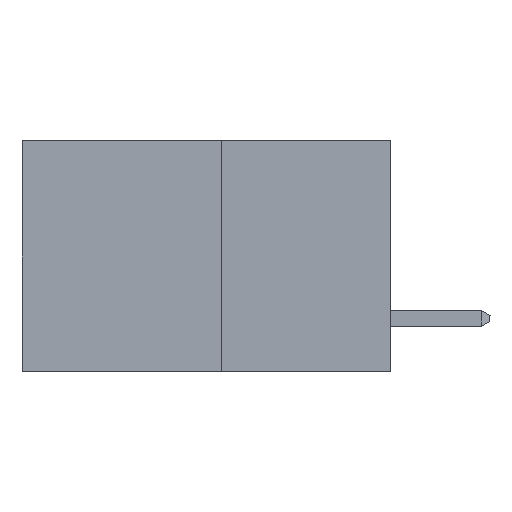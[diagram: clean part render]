
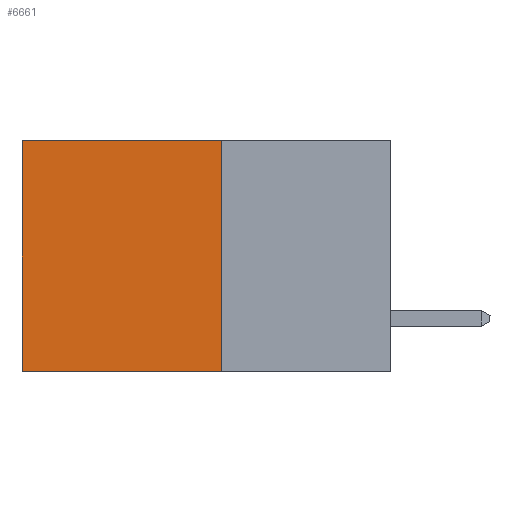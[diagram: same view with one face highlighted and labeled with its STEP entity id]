
A CAD part, left-side view. The second image highlights one B-rep face of the part: STEP entity #6661.
In plain terms, the highlighted planar face has unit normal (-1, 0, 0).
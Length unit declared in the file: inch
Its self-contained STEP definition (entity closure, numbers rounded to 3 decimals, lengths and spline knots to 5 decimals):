
#825 = DIRECTION ( 'NONE',  ( 0., 0., -1. ) ) ;
#850 = VERTEX_POINT ( 'NONE', #4909 ) ;
#1261 = DIRECTION ( 'NONE',  ( 0., 1., 0. ) ) ;
#1948 = PLANE ( 'NONE',  #28818 ) ;
#2219 = CARTESIAN_POINT ( 'NONE',  ( 0.277, 0.59, -0.37 ) ) ;
#3422 = VERTEX_POINT ( 'NONE', #5197 ) ;
#3445 = ORIENTED_EDGE ( 'NONE', *, *, #13289, .T. ) ;
#4674 = CARTESIAN_POINT ( 'NONE',  ( 0.277, 0.59, -0.37 ) ) ;
#4909 = CARTESIAN_POINT ( 'NONE',  ( 0.277, 0.27, -0.37 ) ) ;
#5197 = CARTESIAN_POINT ( 'NONE',  ( 0.277, 0.59, 0. ) ) ;
#6661 = ADVANCED_FACE ( 'NONE', ( #6975 ), #1948, .F. ) ;
#6975 = FACE_OUTER_BOUND ( 'NONE', #11240, .T. ) ;
#7390 = CARTESIAN_POINT ( 'NONE',  ( 0.277, 0.27, 0. ) ) ;
#8888 = DIRECTION ( 'NONE',  ( 0., 0., -1. ) ) ;
#9680 = DIRECTION ( 'NONE',  ( 0., 1., 0. ) ) ;
#9872 = VECTOR ( 'NONE', #825, 39.37008 ) ;
#11039 = VECTOR ( 'NONE', #1261, 39.37008 ) ;
#11240 = EDGE_LOOP ( 'NONE', ( #22056, #28661, #16201, #3445 ) ) ;
#11727 = LINE ( 'NONE', #28685, #11039 ) ;
#12187 = CARTESIAN_POINT ( 'NONE',  ( 0.277, 0.27, -0.37 ) ) ;
#13289 = EDGE_CURVE ( 'NONE', #21094, #3422, #28533, .T. ) ;
#13382 = CARTESIAN_POINT ( 'NONE',  ( 0.277, 0.27, 0. ) ) ;
#13694 = VERTEX_POINT ( 'NONE', #4674 ) ;
#14994 = EDGE_CURVE ( 'NONE', #3422, #13694, #17608, .T. ) ;
#16201 = ORIENTED_EDGE ( 'NONE', *, *, #18702, .F. ) ;
#17608 = LINE ( 'NONE', #2219, #22265 ) ;
#18702 = EDGE_CURVE ( 'NONE', #21094, #850, #21287, .T. ) ;
#19460 = DIRECTION ( 'NONE',  ( 1., 0., 0. ) ) ;
#19558 = CARTESIAN_POINT ( 'NONE',  ( 0.277, 0.27, -0.37 ) ) ;
#20442 = DIRECTION ( 'NONE',  ( 0., 0., -1. ) ) ;
#21094 = VERTEX_POINT ( 'NONE', #13382 ) ;
#21287 = LINE ( 'NONE', #12187, #9872 ) ;
#22056 = ORIENTED_EDGE ( 'NONE', *, *, #14994, .T. ) ;
#22265 = VECTOR ( 'NONE', #20442, 39.37008 ) ;
#23223 = EDGE_CURVE ( 'NONE', #850, #13694, #11727, .T. ) ;
#28533 = LINE ( 'NONE', #7390, #29264 ) ;
#28661 = ORIENTED_EDGE ( 'NONE', *, *, #23223, .F. ) ;
#28685 = CARTESIAN_POINT ( 'NONE',  ( 0.277, 0.27, -0.37 ) ) ;
#28818 = AXIS2_PLACEMENT_3D ( 'NONE', #19558, #19460, #8888 ) ;
#29264 = VECTOR ( 'NONE', #9680, 39.37008 ) ;
